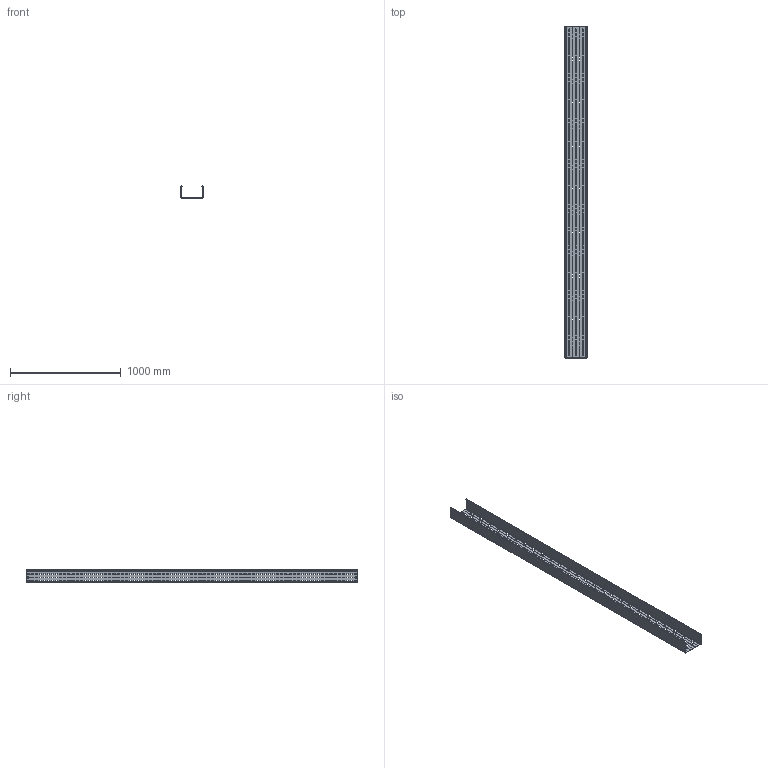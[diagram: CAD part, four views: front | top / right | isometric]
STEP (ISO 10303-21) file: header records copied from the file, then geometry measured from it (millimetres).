
FILE_DESCRIPTION(/* description */ (''),/* implementation_level */ '2;1');
FILE_NAME(/* name */ 'KCP200H110_3N.stp',/* time_stamp */ '2020-11-13T10:25:50+01:00',/* author */ ('stanislaw.luczak'),/* organization */ (''),/* preprocessor_version */ 'ST-DEVELOPER v18.1',/* originating_system */ 'Autodesk Inventor 2021',/* authorisation */ '');
FILE_SCHEMA (('AUTOMOTIVE_DESIGN { 1 0 10303 214 3 1 1 }'));
Products named in the file (1): 200H60N_KGJ_6M
Bounding box: 200.41 x 3000 x 109.97 mm (x, y, z)
Volume: 1705345.3 mm3; surface area: 2373779.7 mm2
Topology: 1 solids, 1 shells, 4422 faces, 13244 edges, 8824 vertices
Faces by surface type: plane 2226, cylinder 2196
Entity records: 154373 total; most frequent: CARTESIAN_POINT 26491, ORIENTED_EDGE 26488, DIRECTION 26482, EDGE_CURVE 13244, LINE 8852, VECTOR 8852, VERTEX_POINT 8824, AXIS2_PLACEMENT_3D 8815
